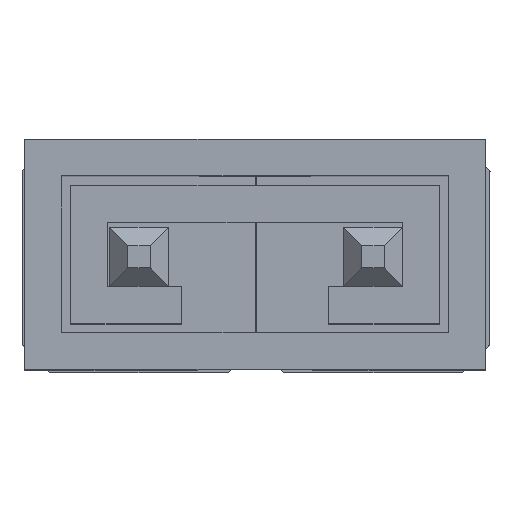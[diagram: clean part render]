
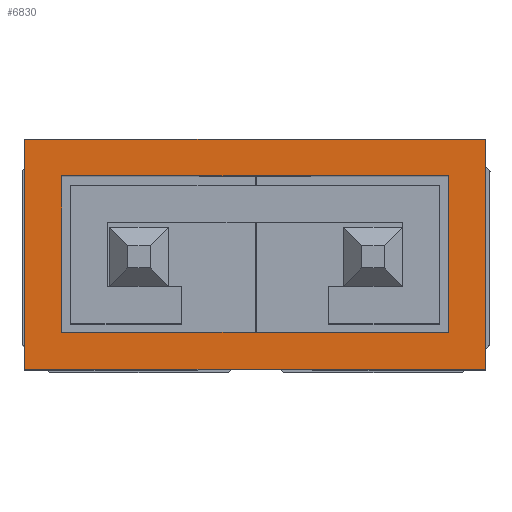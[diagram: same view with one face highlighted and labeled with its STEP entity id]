
A CAD part, top view. The second image highlights one B-rep face of the part: STEP entity #6830.
In plain terms, the highlighted planar face has unit normal (0, 0, 1).
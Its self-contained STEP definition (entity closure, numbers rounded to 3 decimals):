
#28 = VECTOR ( 'NONE', #4090, 1000. ) ;
#58 = FACE_OUTER_BOUND ( 'NONE', #1102, .T. ) ;
#94 = ORIENTED_EDGE ( 'NONE', *, *, #803, .T. ) ;
#164 = VECTOR ( 'NONE', #6339, 1000. ) ;
#319 = VERTEX_POINT ( 'NONE', #5278 ) ;
#523 = LINE ( 'NONE', #593, #5193 ) ;
#593 = CARTESIAN_POINT ( 'NONE',  ( 3.36, 1.65, 8.29 ) ) ;
#609 = DIRECTION ( 'NONE',  ( 0., -1., 0. ) ) ;
#723 = VERTEX_POINT ( 'NONE', #4288 ) ;
#803 = EDGE_CURVE ( 'NONE', #5093, #319, #2668, .T. ) ;
#807 = ORIENTED_EDGE ( 'NONE', *, *, #5382, .T. ) ;
#825 = LINE ( 'NONE', #6754, #28 ) ;
#891 = LINE ( 'NONE', #5002, #5743 ) ;
#959 = ORIENTED_EDGE ( 'NONE', *, *, #2277, .T. ) ;
#1102 = EDGE_LOOP ( 'NONE', ( #5132, #4477, #94, #959 ) ) ;
#1197 = EDGE_CURVE ( 'NONE', #2956, #723, #6664, .T. ) ;
#1360 = VECTOR ( 'NONE', #6746, 1000. ) ;
#1455 = VECTOR ( 'NONE', #5161, 1000. ) ;
#1504 = CARTESIAN_POINT ( 'NONE',  ( -1.86, 0.88, 8.29 ) ) ;
#1618 = DIRECTION ( 'NONE',  ( 0., 0., 1. ) ) ;
#1761 = VERTEX_POINT ( 'NONE', #6568 ) ;
#1941 = VECTOR ( 'NONE', #4914, 1000. ) ;
#2047 = EDGE_CURVE ( 'NONE', #4275, #2956, #4394, .T. ) ;
#2081 = EDGE_LOOP ( 'NONE', ( #3388, #2463, #807, #2239 ) ) ;
#2202 = LINE ( 'NONE', #2256, #1941 ) ;
#2239 = ORIENTED_EDGE ( 'NONE', *, *, #2047, .T. ) ;
#2256 = CARTESIAN_POINT ( 'NONE',  ( -1.86, -1.22, 8.29 ) ) ;
#2261 = VERTEX_POINT ( 'NONE', #5403 ) ;
#2277 = EDGE_CURVE ( 'NONE', #319, #2761, #2202, .T. ) ;
#2463 = ORIENTED_EDGE ( 'NONE', *, *, #6618, .T. ) ;
#2581 = CARTESIAN_POINT ( 'NONE',  ( -1.86, -0.82, 8.29 ) ) ;
#2668 = LINE ( 'NONE', #3032, #4274 ) ;
#2717 = FACE_BOUND ( 'NONE', #2081, .T. ) ;
#2761 = VERTEX_POINT ( 'NONE', #4753 ) ;
#2850 = DIRECTION ( 'NONE',  ( 0., 1., 0. ) ) ;
#2956 = VERTEX_POINT ( 'NONE', #5858 ) ;
#3032 = CARTESIAN_POINT ( 'NONE',  ( -1.24, 1.65, 8.29 ) ) ;
#3060 = LINE ( 'NONE', #1504, #1455 ) ;
#3238 = EDGE_CURVE ( 'NONE', #2261, #5093, #825, .T. ) ;
#3388 = ORIENTED_EDGE ( 'NONE', *, *, #1197, .T. ) ;
#3714 = DIRECTION ( 'NONE',  ( 1., 0., 0. ) ) ;
#4090 = DIRECTION ( 'NONE',  ( -1., 0., 0. ) ) ;
#4093 = EDGE_CURVE ( 'NONE', #2761, #2261, #891, .T. ) ;
#4274 = VECTOR ( 'NONE', #6795, 1000. ) ;
#4275 = VERTEX_POINT ( 'NONE', #5645 ) ;
#4288 = CARTESIAN_POINT ( 'NONE',  ( -0.84, 0.88, 8.29 ) ) ;
#4290 = PLANE ( 'NONE',  #4814 ) ;
#4309 = CARTESIAN_POINT ( 'NONE',  ( -1.86, 1.65, 8.29 ) ) ;
#4394 = LINE ( 'NONE', #2581, #1360 ) ;
#4477 = ORIENTED_EDGE ( 'NONE', *, *, #3238, .T. ) ;
#4753 = CARTESIAN_POINT ( 'NONE',  ( 3.76, -1.22, 8.29 ) ) ;
#4814 = AXIS2_PLACEMENT_3D ( 'NONE', #4309, #1618, #3714 ) ;
#4914 = DIRECTION ( 'NONE',  ( 1., 0., 0. ) ) ;
#5002 = CARTESIAN_POINT ( 'NONE',  ( 3.76, 1.65, 8.29 ) ) ;
#5093 = VERTEX_POINT ( 'NONE', #6615 ) ;
#5132 = ORIENTED_EDGE ( 'NONE', *, *, #4093, .T. ) ;
#5161 = DIRECTION ( 'NONE',  ( 1., 0., 0. ) ) ;
#5193 = VECTOR ( 'NONE', #609, 1000. ) ;
#5278 = CARTESIAN_POINT ( 'NONE',  ( -1.24, -1.22, 8.29 ) ) ;
#5382 = EDGE_CURVE ( 'NONE', #1761, #4275, #523, .T. ) ;
#5403 = CARTESIAN_POINT ( 'NONE',  ( 3.76, 1.28, 8.29 ) ) ;
#5645 = CARTESIAN_POINT ( 'NONE',  ( 3.36, -0.82, 8.29 ) ) ;
#5743 = VECTOR ( 'NONE', #2850, 1000. ) ;
#5816 = CARTESIAN_POINT ( 'NONE',  ( -0.84, 1.65, 8.29 ) ) ;
#5858 = CARTESIAN_POINT ( 'NONE',  ( -0.84, -0.82, 8.29 ) ) ;
#6339 = DIRECTION ( 'NONE',  ( 0., 1., 0. ) ) ;
#6568 = CARTESIAN_POINT ( 'NONE',  ( 3.36, 0.88, 8.29 ) ) ;
#6615 = CARTESIAN_POINT ( 'NONE',  ( -1.24, 1.28, 8.29 ) ) ;
#6618 = EDGE_CURVE ( 'NONE', #723, #1761, #3060, .T. ) ;
#6664 = LINE ( 'NONE', #5816, #164 ) ;
#6746 = DIRECTION ( 'NONE',  ( -1., 0., 0. ) ) ;
#6754 = CARTESIAN_POINT ( 'NONE',  ( -1.86, 1.28, 8.29 ) ) ;
#6795 = DIRECTION ( 'NONE',  ( 0., -1., 0. ) ) ;
#6830 = ADVANCED_FACE ( 'NONE', ( #2717, #58 ), #4290, .T. ) ;
